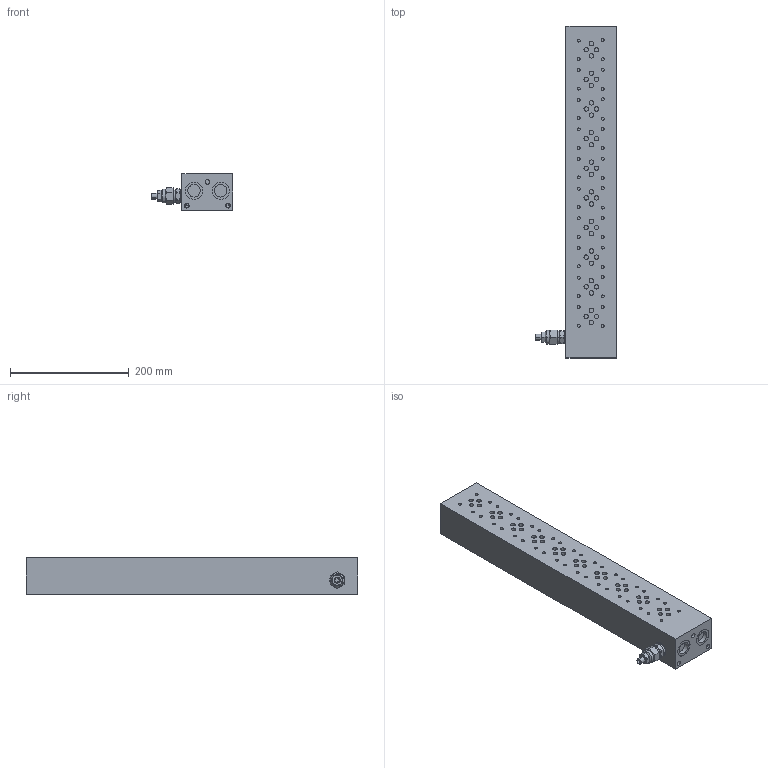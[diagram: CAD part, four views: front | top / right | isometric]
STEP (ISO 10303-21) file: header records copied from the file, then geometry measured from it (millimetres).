
FILE_DESCRIPTION( ( 'STEP AP214' ), '1' );
FILE_NAME( 'tmp0.step', '2010-04-14T15:34:42', ( ' ' ), ( ' ' ), 'XStep 1.0', ' ', ' ' );
FILE_SCHEMA( ( 'automotive_design' ) );
Length unit declared in the file: millimetre
Products named in the file (2): 1; 2
Bounding box: 138 x 560 x 62 mm (x, y, z)
Volume: 2925372 mm3; surface area: 208991.4 mm2
Topology: 2 solids, 22 shells, 673 faces, 1516 edges, 936 vertices
Faces by surface type: cylinder 308, plane 245, cone 120
Entity records: 35606 total; most frequent: DIRECTION 3422, CARTESIAN_POINT 3363, STYLED_ITEM 3035, PRESENTATION_STYLE_ASSIGNMENT 3035, COLOUR_RGB 3035, ORIENTED_EDGE 2848, AXIS2_PLACEMENT_3D 1427, EDGE_CURVE 1424
